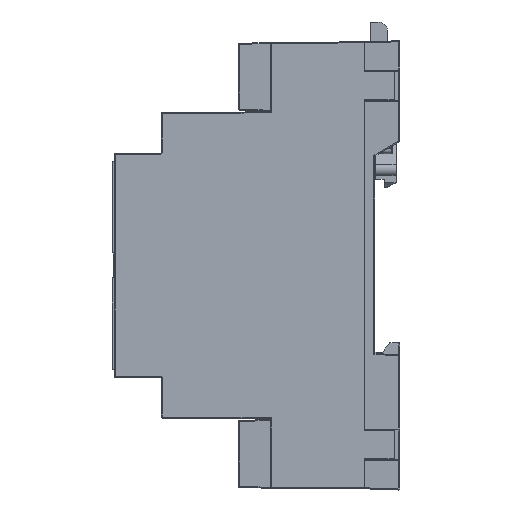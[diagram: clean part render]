
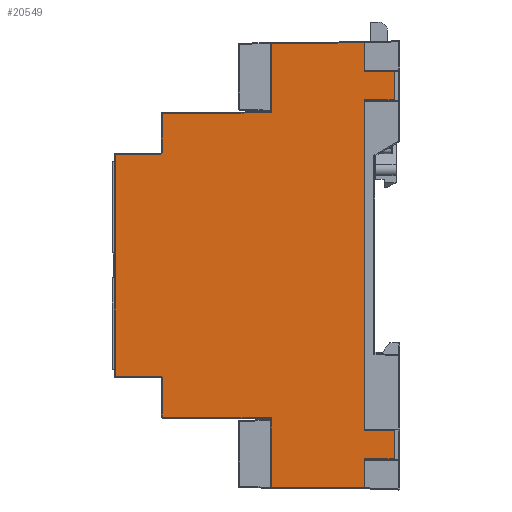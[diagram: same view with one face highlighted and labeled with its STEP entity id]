
A CAD part, left-side view. The second image highlights one B-rep face of the part: STEP entity #20549.
In plain terms, the highlighted planar face has unit normal (-1, 0.009, 0).
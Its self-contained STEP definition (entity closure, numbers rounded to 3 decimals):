
#15567=CARTESIAN_POINT('',(-53.146,6.,44.931));
#15575=CARTESIAN_POINT('',(-53.146,6.,-44.931));
#15621=DIRECTION('',(-0.009,-1.,0.));
#15622=VECTOR('',#15621,6.);
#15623=CARTESIAN_POINT('',(-53.146,6.,-33.38));
#15624=LINE('',#15623,#15622);
#15633=DIRECTION('',(-0.009,-1.,0.));
#15634=VECTOR('',#15633,6.);
#15635=CARTESIAN_POINT('',(-53.146,6.,-39.08));
#15636=LINE('',#15635,#15634);
#15653=DIRECTION('',(0.,0.,1.));
#15654=VECTOR('',#15653,44.743);
#15655=CARTESIAN_POINT('',(-52.707,56.302,
-22.372));
#15656=LINE('',#15655,#15654);
#15657=DIRECTION('',(0.009,1.,-0.009));
#15658=VECTOR('',#15657,9.104);
#15659=CARTESIAN_POINT('',(-52.786,47.198,
22.451));
#15660=LINE('',#15659,#15658);
#15661=DIRECTION('',(0.,0.,-1.));
#15662=VECTOR('',#15661,7.761);
#15663=CARTESIAN_POINT('',(-52.79,46.802,
30.612));
#15664=LINE('',#15663,#15662);
#15665=DIRECTION('',(0.009,1.,-0.009));
#15666=VECTOR('',#15665,22.002);
#15667=CARTESIAN_POINT('',(-52.982,24.802,
30.804));
#15668=LINE('',#15667,#15666);
#15669=DIRECTION('',(0.,0.,-1.));
#15670=VECTOR('',#15669,13.963);
#15671=CARTESIAN_POINT('',(-52.982,24.802,
44.767));
#15672=LINE('',#15671,#15670);
#15673=DIRECTION('',(-0.009,-1.,0.009));
#15674=VECTOR('',#15673,18.803);
#15675=CARTESIAN_POINT('',(-52.982,24.802,
44.767));
#15676=LINE('',#15675,#15674);
#15677=DIRECTION('',(0.,0.,1.));
#15678=VECTOR('',#15677,5.851);
#15679=CARTESIAN_POINT('',(-53.146,6.,39.08));
#15680=LINE('',#15679,#15678);
#15681=DIRECTION('',(0.,0.,1.));
#15682=VECTOR('',#15681,66.76);
#15683=CARTESIAN_POINT('',(-53.146,6.,-33.38));
#15684=LINE('',#15683,#15682);
#15685=DIRECTION('',(0.,0.,1.));
#15686=VECTOR('',#15685,5.851);
#15687=CARTESIAN_POINT('',(-53.146,6.,-44.931));
#15688=LINE('',#15687,#15686);
#15689=DIRECTION('',(-0.009,-1.,-0.009));
#15690=VECTOR('',#15689,18.803);
#15691=CARTESIAN_POINT('',(-52.982,24.802,
-44.767));
#15692=LINE('',#15691,#15690);
#15693=DIRECTION('',(0.,0.,-1.));
#15694=VECTOR('',#15693,13.963);
#15695=CARTESIAN_POINT('',(-52.982,24.802,
-30.804));
#15696=LINE('',#15695,#15694);
#15697=DIRECTION('',(-0.009,-1.,-0.009));
#15698=VECTOR('',#15697,22.002);
#15699=CARTESIAN_POINT('',(-52.79,46.802,
-30.612));
#15700=LINE('',#15699,#15698);
#15701=DIRECTION('',(0.,0.,-1.));
#15702=VECTOR('',#15701,7.761);
#15703=CARTESIAN_POINT('',(-52.79,46.802,
-22.851));
#15704=LINE('',#15703,#15702);
#15705=DIRECTION('',(-0.009,-1.,-0.009));
#15706=VECTOR('',#15705,9.104);
#15707=CARTESIAN_POINT('',(-52.707,56.302,
-22.372));
#15708=LINE('',#15707,#15706);
#15877=CARTESIAN_POINT('',(-52.786,47.198,
-22.451));
#15878=CARTESIAN_POINT('',(-52.786,47.166,
-22.451));
#15879=CARTESIAN_POINT('',(-52.787,47.107,
-22.459));
#15880=CARTESIAN_POINT('',(-52.788,47.029,
-22.487));
#15881=CARTESIAN_POINT('',(-52.788,46.965,
-22.526));
#15882=CARTESIAN_POINT('',(-52.789,46.915,
-22.57));
#15883=CARTESIAN_POINT('',(-52.789,46.877,
-22.615));
#15884=CARTESIAN_POINT('',(-52.789,46.849,
-22.661));
#15885=CARTESIAN_POINT('',(-52.789,46.828,
-22.706));
#15886=CARTESIAN_POINT('',(-52.79,46.813,
-22.752));
#15887=CARTESIAN_POINT('',(-52.79,46.804,
-22.8));
#15888=CARTESIAN_POINT('',(-52.79,46.802,
-22.834));
#15889=CARTESIAN_POINT('',(-52.79,46.802,
-22.851));
#16783=CARTESIAN_POINT('',(-52.79,46.802,
22.851));
#16784=CARTESIAN_POINT('',(-52.79,46.802,
22.819));
#16785=CARTESIAN_POINT('',(-52.79,46.809,
22.76));
#16786=CARTESIAN_POINT('',(-52.789,46.837,
22.682));
#16787=CARTESIAN_POINT('',(-52.789,46.874,
22.618));
#16788=CARTESIAN_POINT('',(-52.789,46.918,
22.567));
#16789=CARTESIAN_POINT('',(-52.788,46.963,
22.529));
#16790=CARTESIAN_POINT('',(-52.788,47.008,22.5));
#16791=CARTESIAN_POINT('',(-52.787,47.053,
22.479));
#16792=CARTESIAN_POINT('',(-52.787,47.099,
22.464));
#16793=CARTESIAN_POINT('',(-52.787,47.147,
22.454));
#16794=CARTESIAN_POINT('',(-52.786,47.181,
22.451));
#16795=CARTESIAN_POINT('',(-52.786,47.198,
22.451));
#17289=DIRECTION('',(-0.009,-1.,0.));
#17290=VECTOR('',#17289,6.);
#17291=CARTESIAN_POINT('',(-53.146,6.,39.08));
#17292=LINE('',#17291,#17290);
#17297=DIRECTION('',(-0.009,-1.,0.));
#17298=VECTOR('',#17297,6.);
#17299=CARTESIAN_POINT('',(-53.146,6.,33.38));
#17300=LINE('',#17299,#17298);
#17321=DIRECTION('',(0.,0.,1.));
#17322=VECTOR('',#17321,5.7);
#17323=CARTESIAN_POINT('',(-53.198,0.,33.38));
#17324=LINE('',#17323,#17322);
#17333=DIRECTION('',(0.,0.,-1.));
#17334=VECTOR('',#17333,5.7);
#17335=CARTESIAN_POINT('',(-53.198,0.,-33.38));
#17336=LINE('',#17335,#17334);
#18043=CARTESIAN_POINT('',(-53.198,0.,33.38));
#18045=VERTEX_POINT('',#18043);
#18053=CARTESIAN_POINT('',(-53.198,0.,39.08));
#18055=VERTEX_POINT('',#18053);
#18063=CARTESIAN_POINT('',(-53.146,6.,33.38));
#18065=VERTEX_POINT('',#18063);
#18067=CARTESIAN_POINT('',(-53.146,6.,39.08));
#18069=VERTEX_POINT('',#18067);
#18099=CARTESIAN_POINT('',(-53.198,0.,-33.38));
#18101=VERTEX_POINT('',#18099);
#18109=CARTESIAN_POINT('',(-53.198,0.,-39.08));
#18111=VERTEX_POINT('',#18109);
#18121=CARTESIAN_POINT('',(-53.146,6.,-33.38));
#18122=VERTEX_POINT('',#18121);
#18125=CARTESIAN_POINT('',(-53.146,6.,-39.08));
#18126=VERTEX_POINT('',#18125);
#18175=VERTEX_POINT('',#15575);
#18179=CARTESIAN_POINT('',(-52.982,24.802,
-44.767));
#18180=VERTEX_POINT('',#18179);
#18183=CARTESIAN_POINT('',(-52.982,24.802,
-30.804));
#18184=VERTEX_POINT('',#18183);
#18186=VERTEX_POINT('',#15567);
#18187=CARTESIAN_POINT('',(-52.982,24.802,
44.767));
#18188=VERTEX_POINT('',#18187);
#18193=CARTESIAN_POINT('',(-52.982,24.802,
30.804));
#18194=VERTEX_POINT('',#18193);
#18207=CARTESIAN_POINT('',(-52.786,47.198,
-22.451));
#18208=VERTEX_POINT('',#18207);
#18209=CARTESIAN_POINT('',(-52.79,46.802,
-22.851));
#18210=VERTEX_POINT('',#18209);
#18223=CARTESIAN_POINT('',(-52.79,46.802,
22.851));
#18224=VERTEX_POINT('',#18223);
#18225=CARTESIAN_POINT('',(-52.786,47.198,
22.451));
#18226=VERTEX_POINT('',#18225);
#18243=CARTESIAN_POINT('',(-52.707,56.302,
-22.372));
#18244=VERTEX_POINT('',#18243);
#18247=CARTESIAN_POINT('',(-52.707,56.302,
22.372));
#18248=VERTEX_POINT('',#18247);
#18252=CARTESIAN_POINT('',(-52.79,46.802,
30.612));
#18254=VERTEX_POINT('',#18252);
#18273=CARTESIAN_POINT('',(-52.79,46.802,
-30.612));
#18274=VERTEX_POINT('',#18273);
#20503=CARTESIAN_POINT('',(-52.705,56.5,-47.482));
#20504=DIRECTION('',(-1.,0.009,0.));
#20505=DIRECTION('',(0.,0.,1.));
#20506=AXIS2_PLACEMENT_3D('',#20503,#20504,#20505);
#20507=PLANE('',#20506);
#20509=ORIENTED_EDGE('',*,*,#20508,.T.);
#20511=ORIENTED_EDGE('',*,*,#20510,.F.);
#20513=ORIENTED_EDGE('',*,*,#20512,.F.);
#20515=ORIENTED_EDGE('',*,*,#20514,.F.);
#20517=ORIENTED_EDGE('',*,*,#20516,.F.);
#20519=ORIENTED_EDGE('',*,*,#20518,.F.);
#20521=ORIENTED_EDGE('',*,*,#20520,.T.);
#20522=ORIENTED_EDGE('',*,*,#20415,.F.);
#20524=ORIENTED_EDGE('',*,*,#20523,.T.);
#20526=ORIENTED_EDGE('',*,*,#20525,.F.);
#20528=ORIENTED_EDGE('',*,*,#20527,.F.);
#20529=ORIENTED_EDGE('',*,*,#20375,.F.);
#20530=ORIENTED_EDGE('',*,*,#20464,.T.);
#20532=ORIENTED_EDGE('',*,*,#20531,.T.);
#20533=ORIENTED_EDGE('',*,*,#20491,.F.);
#20534=ORIENTED_EDGE('',*,*,#20435,.F.);
#20536=ORIENTED_EDGE('',*,*,#20535,.F.);
#20538=ORIENTED_EDGE('',*,*,#20537,.F.);
#20540=ORIENTED_EDGE('',*,*,#20539,.F.);
#20542=ORIENTED_EDGE('',*,*,#20541,.F.);
#20544=ORIENTED_EDGE('',*,*,#20543,.F.);
#20546=ORIENTED_EDGE('',*,*,#20545,.F.);
#20547=EDGE_LOOP('',(#20509,#20511,#20513,#20515,#20517,#20519,#20521,#20522,
#20524,#20526,#20528,#20529,#20530,#20532,#20533,#20534,#20536,#20538,#20540,
#20542,#20544,#20546));
#20548=FACE_OUTER_BOUND('',#20547,.F.);
#20549=ADVANCED_FACE('',(#20548),#20507,.T.);
#15890=B_SPLINE_CURVE_WITH_KNOTS('',3,(#15877,#15878,#15879,#15880,#15881,
#15882,#15883,#15884,#15885,#15886,#15887,#15888,#15889),.UNSPECIFIED.,.F.,.F.,(
4,1,1,1,1,1,1,1,1,1,4),(0.,0.1,0.2,0.3,0.4,0.5,0.6,0.7,0.8,
0.9,1.),.UNSPECIFIED.);
#16796=B_SPLINE_CURVE_WITH_KNOTS('',3,(#16783,#16784,#16785,#16786,#16787,
#16788,#16789,#16790,#16791,#16792,#16793,#16794,#16795),.UNSPECIFIED.,.F.,.F.,(
4,1,1,1,1,1,1,1,1,1,4),(0.,0.1,0.2,0.3,0.4,0.5,0.6,0.7,0.8,
0.9,1.),.UNSPECIFIED.);
#20375=EDGE_CURVE('',#18122,#18065,#15684,.T.);
#20415=EDGE_CURVE('',#18069,#18186,#15680,.T.);
#20435=EDGE_CURVE('',#18175,#18126,#15688,.T.);
#20464=EDGE_CURVE('',#18122,#18101,#15624,.T.);
#20491=EDGE_CURVE('',#18126,#18111,#15636,.T.);
#20508=EDGE_CURVE('',#18244,#18248,#15656,.T.);
#20510=EDGE_CURVE('',#18226,#18248,#15660,.T.);
#20512=EDGE_CURVE('',#18224,#18226,#16796,.T.);
#20514=EDGE_CURVE('',#18254,#18224,#15664,.T.);
#20516=EDGE_CURVE('',#18194,#18254,#15668,.T.);
#20518=EDGE_CURVE('',#18188,#18194,#15672,.T.);
#20520=EDGE_CURVE('',#18188,#18186,#15676,.T.);
#20523=EDGE_CURVE('',#18069,#18055,#17292,.T.);
#20525=EDGE_CURVE('',#18045,#18055,#17324,.T.);
#20527=EDGE_CURVE('',#18065,#18045,#17300,.T.);
#20531=EDGE_CURVE('',#18101,#18111,#17336,.T.);
#20535=EDGE_CURVE('',#18180,#18175,#15692,.T.);
#20537=EDGE_CURVE('',#18184,#18180,#15696,.T.);
#20539=EDGE_CURVE('',#18274,#18184,#15700,.T.);
#20541=EDGE_CURVE('',#18210,#18274,#15704,.T.);
#20543=EDGE_CURVE('',#18208,#18210,#15890,.T.);
#20545=EDGE_CURVE('',#18244,#18208,#15708,.T.);
